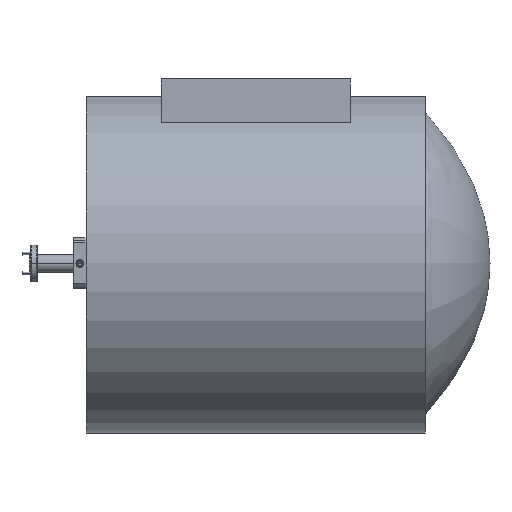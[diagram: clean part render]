
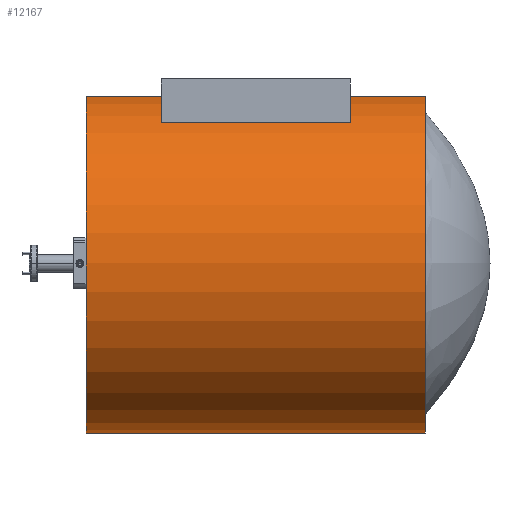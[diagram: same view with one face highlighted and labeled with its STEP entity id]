
A CAD part, left-side view. The second image highlights one B-rep face of the part: STEP entity #12167.
In plain terms, the highlighted cylindrical face has radius 88.9 mm (diameter 177.8 mm), a partial arc.
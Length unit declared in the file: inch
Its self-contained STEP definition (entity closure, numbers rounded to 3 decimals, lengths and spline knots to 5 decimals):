
#983 = EDGE_CURVE ( 'NONE', #17993, #2559, #35778, .T. ) ;
#1256 = VERTEX_POINT ( 'NONE', #7518 ) ;
#1491 = EDGE_CURVE ( 'NONE', #1256, #17993, #32251, .T. ) ;
#2559 = VERTEX_POINT ( 'NONE', #31887 ) ;
#2988 = AXIS2_PLACEMENT_3D ( 'NONE', #35555, #10446, #16476 ) ;
#5507 = AXIS2_PLACEMENT_3D ( 'NONE', #30912, #22310, #16448 ) ;
#7518 = CARTESIAN_POINT ( 'NONE',  ( -1.57076, -2.45562, -2.70128 ) ) ;
#10446 = DIRECTION ( 'NONE',  ( 0., 1., 0. ) ) ;
#10658 = DIRECTION ( 'NONE',  ( 0., 1., 0. ) ) ;
#11475 = DIRECTION ( 'NONE',  ( 0., 0., 1. ) ) ;
#12167 = ADVANCED_FACE ( 'NONE', ( #21951 ), #21776, .T. ) ;
#12715 = CIRCLE ( 'NONE', #22090, 3.5 ) ;
#12778 = EDGE_LOOP ( 'NONE', ( #21163, #34299, #14365, #24310 ) ) ;
#14365 = ORIENTED_EDGE ( 'NONE', *, *, #1491, .T. ) ;
#14661 = VECTOR ( 'NONE', #10658, 39.37008 ) ;
#14894 = CARTESIAN_POINT ( 'NONE',  ( -1.57076, 4.54438, -2.70128 ) ) ;
#16448 = DIRECTION ( 'NONE',  ( 0., 0., -1. ) ) ;
#16476 = DIRECTION ( 'NONE',  ( 0., 0., 1. ) ) ;
#17993 = VERTEX_POINT ( 'NONE', #24032 ) ;
#20605 = VERTEX_POINT ( 'NONE', #14894 ) ;
#21163 = ORIENTED_EDGE ( 'NONE', *, *, #21834, .F. ) ;
#21373 = CARTESIAN_POINT ( 'NONE',  ( -1.57076, 4.54438, -2.70128 ) ) ;
#21776 = CYLINDRICAL_SURFACE ( 'NONE', #5507, 3.5 ) ;
#21834 = EDGE_CURVE ( 'NONE', #20605, #2559, #12715, .T. ) ;
#21951 = FACE_OUTER_BOUND ( 'NONE', #12778, .T. ) ;
#21988 = EDGE_CURVE ( 'NONE', #20605, #1256, #35287, .T. ) ;
#22090 = AXIS2_PLACEMENT_3D ( 'NONE', #28533, #23204, #11475 ) ;
#22310 = DIRECTION ( 'NONE',  ( 0., -1., 0. ) ) ;
#23204 = DIRECTION ( 'NONE',  ( 0., 1., 0. ) ) ;
#23262 = VECTOR ( 'NONE', #32539, 39.37008 ) ;
#24032 = CARTESIAN_POINT ( 'NONE',  ( -2.16025, -2.45562, 4.24872 ) ) ;
#24310 = ORIENTED_EDGE ( 'NONE', *, *, #983, .T. ) ;
#28533 = CARTESIAN_POINT ( 'NONE',  ( -1.57076, 4.54438, 0.79872 ) ) ;
#30912 = CARTESIAN_POINT ( 'NONE',  ( -1.57076, 4.54438, 0.79872 ) ) ;
#31887 = CARTESIAN_POINT ( 'NONE',  ( -2.16025, 4.54438, 4.24872 ) ) ;
#32251 = CIRCLE ( 'NONE', #2988, 3.5 ) ;
#32539 = DIRECTION ( 'NONE',  ( 0., -1., 0. ) ) ;
#34299 = ORIENTED_EDGE ( 'NONE', *, *, #21988, .T. ) ;
#35287 = LINE ( 'NONE', #21373, #23262 ) ;
#35555 = CARTESIAN_POINT ( 'NONE',  ( -1.57076, -2.45562, 0.79872 ) ) ;
#35605 = CARTESIAN_POINT ( 'NONE',  ( -2.16025, 4.54438, 4.24872 ) ) ;
#35778 = LINE ( 'NONE', #35605, #14661 ) ;
